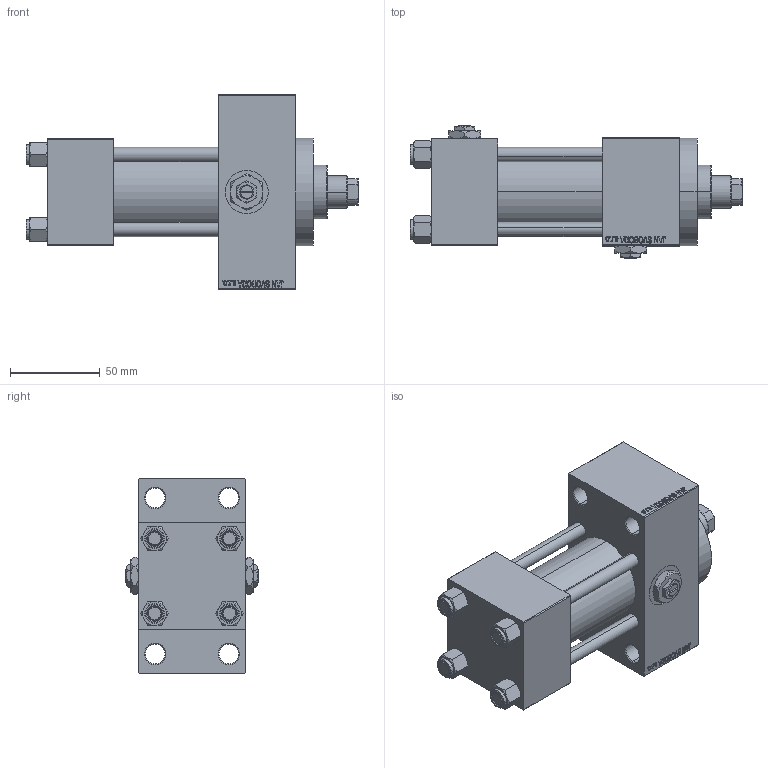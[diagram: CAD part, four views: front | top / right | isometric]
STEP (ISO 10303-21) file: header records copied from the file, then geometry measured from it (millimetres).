
FILE_DESCRIPTION (( 'STEP AP203' ), '1' );
FILE_NAME ('8900.STEP', '2025-07-16T12:30:33', ( '' ), ( '' ), 'SwSTEP 2.0', 'SolidWorks 2019', '' );
FILE_SCHEMA (( 'CONFIG_CONTROL_DESIGN' ));
Length unit declared in the file: millimetre
Products named in the file (7): NUT_M5_D d6ce98fa3e2e1d168902dd2cc1bd412f; 8900; V215CR_D_TYCINKA d6ce98fa3e2e1d168902dd2cc1bd412f; Zatka_pro_OIL_PORT d6ce98fa3e2e1d168902dd2cc1bd412f; V215CR_D_Body d6ce98fa3e2e1d168902dd2cc1bd412f; V215_VC_A d6ce98fa3e2e1d168902dd2cc1bd412f; V215CR_VCP_D d6ce98fa3e2e1d168902dd2cc1bd412f
Assembly tree (13 placements, depth 2):
  8900
    V215CR_D_Body d6ce98fa3e2e1d168902dd2cc1bd412f
    V215CR_VCP_D d6ce98fa3e2e1d168902dd2cc1bd412f
    NUT_M5_D d6ce98fa3e2e1d168902dd2cc1bd412f  x4
    V215CR_D_TYCINKA d6ce98fa3e2e1d168902dd2cc1bd412f  x4
    V215_VC_A d6ce98fa3e2e1d168902dd2cc1bd412f
    Zatka_pro_OIL_PORT d6ce98fa3e2e1d168902dd2cc1bd412f  x2
Bounding box: 185 x 74 x 109 mm (x, y, z)
Volume: 520654 mm3; surface area: 123078.2 mm2
Topology: 13 solids, 13 shells, 1189 faces, 2948 edges, 1899 vertices
Faces by surface type: plane 542, bspline 368, cone 182, cylinder 89, torus 8
Entity records: 48722 total; most frequent: CARTESIAN_POINT 25512, ORIENTED_EDGE 5196, DIRECTION 3372, EDGE_CURVE 2598, VERTEX_POINT 1697, LINE 1540, VECTOR 1540, EDGE_LOOP 1159
